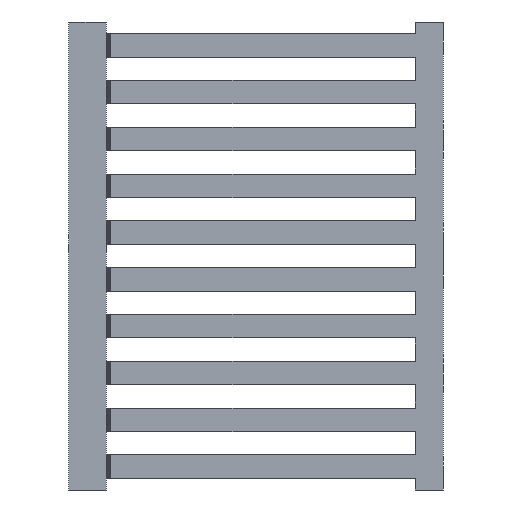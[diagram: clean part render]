
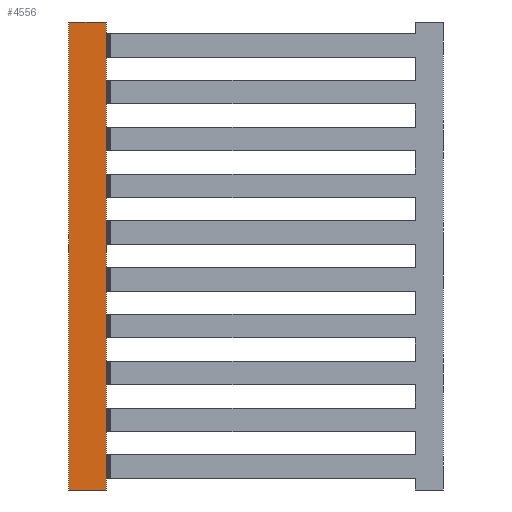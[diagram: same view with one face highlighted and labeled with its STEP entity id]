
A CAD part, left-side view. The second image highlights one B-rep face of the part: STEP entity #4556.
In plain terms, the highlighted planar face has unit normal (-1, 0, 0).
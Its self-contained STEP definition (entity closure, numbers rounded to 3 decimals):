
#143 = DIRECTION ( 'NONE',  ( 0., -1., 0. ) ) ;
#154 = VECTOR ( 'NONE', #850, 1000. ) ;
#791 = VERTEX_POINT ( 'NONE', #2164 ) ;
#850 = DIRECTION ( 'NONE',  ( 0., -1., 0. ) ) ;
#1092 = PLANE ( 'NONE',  #4915 ) ;
#1393 = CARTESIAN_POINT ( 'NONE',  ( -20., 80., -100. ) ) ;
#1395 = VERTEX_POINT ( 'NONE', #5413 ) ;
#1518 = EDGE_CURVE ( 'NONE', #791, #1395, #2069, .T. ) ;
#1969 = LINE ( 'NONE', #1393, #3561 ) ;
#2069 = LINE ( 'NONE', #5324, #154 ) ;
#2096 = CARTESIAN_POINT ( 'NONE',  ( -20., 80., -100. ) ) ;
#2164 = CARTESIAN_POINT ( 'NONE',  ( -20., 80., 0. ) ) ;
#2227 = EDGE_LOOP ( 'NONE', ( #6009, #2858, #5036, #4347 ) ) ;
#2669 = VERTEX_POINT ( 'NONE', #3939 ) ;
#2858 = ORIENTED_EDGE ( 'NONE', *, *, #4903, .F. ) ;
#3007 = DIRECTION ( 'NONE',  ( 0., 0., 1. ) ) ;
#3049 = FACE_OUTER_BOUND ( 'NONE', #2227, .T. ) ;
#3561 = VECTOR ( 'NONE', #143, 1000. ) ;
#3939 = CARTESIAN_POINT ( 'NONE',  ( -20., 80., -100. ) ) ;
#4228 = LINE ( 'NONE', #7837, #5816 ) ;
#4267 = DIRECTION ( 'NONE',  ( -1., 0., 0. ) ) ;
#4347 = ORIENTED_EDGE ( 'NONE', *, *, #4545, .T. ) ;
#4545 = EDGE_CURVE ( 'NONE', #7990, #1395, #4228, .T. ) ;
#4556 = ADVANCED_FACE ( 'NONE', ( #3049 ), #1092, .T. ) ;
#4712 = DIRECTION ( 'NONE',  ( 0., 0., 1. ) ) ;
#4872 = CARTESIAN_POINT ( 'NONE',  ( -20., 80., -100. ) ) ;
#4903 = EDGE_CURVE ( 'NONE', #2669, #791, #5188, .T. ) ;
#4915 = AXIS2_PLACEMENT_3D ( 'NONE', #4872, #4267, #4712 ) ;
#5036 = ORIENTED_EDGE ( 'NONE', *, *, #5144, .T. ) ;
#5144 = EDGE_CURVE ( 'NONE', #2669, #7990, #1969, .T. ) ;
#5188 = LINE ( 'NONE', #2096, #7590 ) ;
#5324 = CARTESIAN_POINT ( 'NONE',  ( -20., 80., 0. ) ) ;
#5413 = CARTESIAN_POINT ( 'NONE',  ( -20., 72., 0. ) ) ;
#5708 = CARTESIAN_POINT ( 'NONE',  ( -20., 72., -100. ) ) ;
#5816 = VECTOR ( 'NONE', #3007, 1000. ) ;
#6009 = ORIENTED_EDGE ( 'NONE', *, *, #1518, .F. ) ;
#6522 = DIRECTION ( 'NONE',  ( 0., 0., 1. ) ) ;
#7590 = VECTOR ( 'NONE', #6522, 1000. ) ;
#7837 = CARTESIAN_POINT ( 'NONE',  ( -20., 72., -100. ) ) ;
#7990 = VERTEX_POINT ( 'NONE', #5708 ) ;
